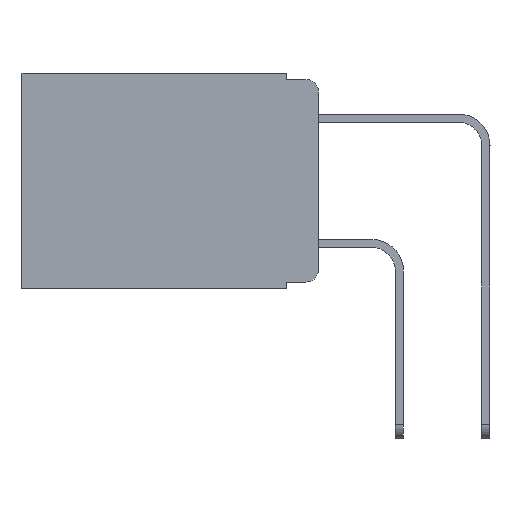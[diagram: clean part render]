
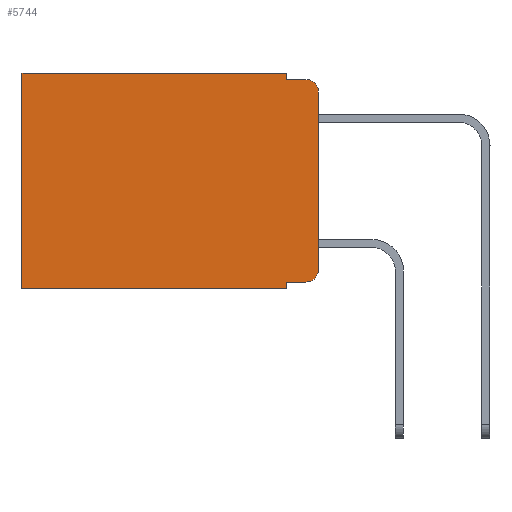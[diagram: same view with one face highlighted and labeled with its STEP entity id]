
A CAD part, left-side view. The second image highlights one B-rep face of the part: STEP entity #5744.
In plain terms, the highlighted planar face has unit normal (-1, 0, 0).
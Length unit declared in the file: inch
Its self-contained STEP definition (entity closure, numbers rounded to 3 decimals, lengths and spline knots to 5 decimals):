
#149 = CARTESIAN_POINT ( 'NONE',  ( 0.298, 0.473, -0.343 ) ) ;
#687 = VECTOR ( 'NONE', #9898, 39.37008 ) ;
#933 = VECTOR ( 'NONE', #23248, 39.37008 ) ;
#1229 = AXIS2_PLACEMENT_3D ( 'NONE', #4876, #8858, #18741 ) ;
#1247 = CARTESIAN_POINT ( 'NONE',  ( 0.298, 0.473, 0. ) ) ;
#1747 = ORIENTED_EDGE ( 'NONE', *, *, #22501, .F. ) ;
#1856 = ORIENTED_EDGE ( 'NONE', *, *, #8381, .T. ) ;
#2350 = EDGE_CURVE ( 'NONE', #2611, #14338, #22680, .T. ) ;
#2362 = CARTESIAN_POINT ( 'NONE',  ( 0.298, 0., 0. ) ) ;
#2560 = VERTEX_POINT ( 'NONE', #19893 ) ;
#2611 = VERTEX_POINT ( 'NONE', #17220 ) ;
#3258 = CARTESIAN_POINT ( 'NONE',  ( 0.298, 0.051, 0. ) ) ;
#3325 = DIRECTION ( 'NONE',  ( 0., 0., -1. ) ) ;
#3454 = DIRECTION ( 'NONE',  ( 0., 0., -1. ) ) ;
#3455 = LINE ( 'NONE', #17113, #16405 ) ;
#4074 = DIRECTION ( 'NONE',  ( 0., -1., 0. ) ) ;
#4099 = CARTESIAN_POINT ( 'NONE',  ( 0.298, 0., -0.343 ) ) ;
#4876 = CARTESIAN_POINT ( 'NONE',  ( 0.298, 0., 0. ) ) ;
#5147 = ORIENTED_EDGE ( 'NONE', *, *, #22398, .F. ) ;
#5185 = LINE ( 'NONE', #2362, #9821 ) ;
#5444 = ORIENTED_EDGE ( 'NONE', *, *, #7476, .T. ) ;
#5744 = ADVANCED_FACE ( 'NONE', ( #10857 ), #12737, .F. ) ;
#7476 = EDGE_CURVE ( 'NONE', #20860, #17319, #14134, .T. ) ;
#7700 = CARTESIAN_POINT ( 'NONE',  ( 0.298, 0.051, 0. ) ) ;
#7822 = EDGE_CURVE ( 'NONE', #13733, #17319, #3455, .T. ) ;
#7899 = AXIS2_PLACEMENT_3D ( 'NONE', #15252, #19434, #3454 ) ;
#8381 = EDGE_CURVE ( 'NONE', #16602, #2560, #23758, .T. ) ;
#8800 = EDGE_LOOP ( 'NONE', ( #20334, #5444, #24504, #1747, #16995, #18446, #20920, #5147, #1856, #13011 ) ) ;
#8858 = DIRECTION ( 'NONE',  ( 1., 0., 0. ) ) ;
#9821 = VECTOR ( 'NONE', #10217, 39.37008 ) ;
#9898 = DIRECTION ( 'NONE',  ( 0., 1., 0. ) ) ;
#10217 = DIRECTION ( 'NONE',  ( 0., 0., -1. ) ) ;
#10857 = FACE_OUTER_BOUND ( 'NONE', #8800, .T. ) ;
#10863 = DIRECTION ( 'NONE',  ( 0., 1., 0. ) ) ;
#11620 = VECTOR ( 'NONE', #3325, 39.37008 ) ;
#12221 = CARTESIAN_POINT ( 'NONE',  ( 0.298, 0.051, -0.333 ) ) ;
#12737 = PLANE ( 'NONE',  #1229 ) ;
#13011 = ORIENTED_EDGE ( 'NONE', *, *, #24501, .T. ) ;
#13300 = LINE ( 'NONE', #25152, #19729 ) ;
#13733 = VERTEX_POINT ( 'NONE', #14494 ) ;
#14134 = CIRCLE ( 'NONE', #21527, 0.02 ) ;
#14338 = VERTEX_POINT ( 'NONE', #149 ) ;
#14494 = CARTESIAN_POINT ( 'NONE',  ( 0.298, 0.051, -0.01 ) ) ;
#15158 = EDGE_CURVE ( 'NONE', #20860, #24827, #5185, .T. ) ;
#15252 = CARTESIAN_POINT ( 'NONE',  ( 0.298, 0.02, -0.313 ) ) ;
#16405 = VECTOR ( 'NONE', #21055, 39.37008 ) ;
#16602 = VERTEX_POINT ( 'NONE', #12221 ) ;
#16845 = VERTEX_POINT ( 'NONE', #3258 ) ;
#16995 = ORIENTED_EDGE ( 'NONE', *, *, #21150, .T. ) ;
#17113 = CARTESIAN_POINT ( 'NONE',  ( 0.298, 0.051, -0.01 ) ) ;
#17220 = CARTESIAN_POINT ( 'NONE',  ( 0.298, 0.473, 0. ) ) ;
#17319 = VERTEX_POINT ( 'NONE', #20164 ) ;
#17666 = DIRECTION ( 'NONE',  ( 0., 0., -1. ) ) ;
#18359 = CARTESIAN_POINT ( 'NONE',  ( 0.298, 0., 0. ) ) ;
#18446 = ORIENTED_EDGE ( 'NONE', *, *, #2350, .T. ) ;
#18467 = EDGE_CURVE ( 'NONE', #21684, #14338, #25022, .T. ) ;
#18741 = DIRECTION ( 'NONE',  ( 0., 0., -1. ) ) ;
#18805 = CARTESIAN_POINT ( 'NONE',  ( 0.298, 0.051, -0.333 ) ) ;
#19321 = CARTESIAN_POINT ( 'NONE',  ( 0.298, 0.051, -0.343 ) ) ;
#19434 = DIRECTION ( 'NONE',  ( -1., 0., 0. ) ) ;
#19729 = VECTOR ( 'NONE', #17666, 39.37008 ) ;
#19730 = CARTESIAN_POINT ( 'NONE',  ( 0.298, 0., -0.03 ) ) ;
#19893 = CARTESIAN_POINT ( 'NONE',  ( 0.298, 0.02, -0.333 ) ) ;
#20164 = CARTESIAN_POINT ( 'NONE',  ( 0.298, 0.02, -0.01 ) ) ;
#20334 = ORIENTED_EDGE ( 'NONE', *, *, #15158, .F. ) ;
#20368 = CARTESIAN_POINT ( 'NONE',  ( 0.298, 0.02, -0.03 ) ) ;
#20671 = VECTOR ( 'NONE', #4074, 39.37008 ) ;
#20860 = VERTEX_POINT ( 'NONE', #19730 ) ;
#20920 = ORIENTED_EDGE ( 'NONE', *, *, #18467, .F. ) ;
#21055 = DIRECTION ( 'NONE',  ( 0., -1., 0. ) ) ;
#21150 = EDGE_CURVE ( 'NONE', #16845, #2611, #23482, .T. ) ;
#21527 = AXIS2_PLACEMENT_3D ( 'NONE', #20368, #22425, #22342 ) ;
#21684 = VERTEX_POINT ( 'NONE', #19321 ) ;
#22093 = CIRCLE ( 'NONE', #7899, 0.02 ) ;
#22342 = DIRECTION ( 'NONE',  ( 0., 0., -1. ) ) ;
#22398 = EDGE_CURVE ( 'NONE', #16602, #21684, #22790, .T. ) ;
#22425 = DIRECTION ( 'NONE',  ( -1., 0., 0. ) ) ;
#22501 = EDGE_CURVE ( 'NONE', #16845, #13733, #13300, .T. ) ;
#22680 = LINE ( 'NONE', #1247, #11620 ) ;
#22790 = LINE ( 'NONE', #7700, #933 ) ;
#23248 = DIRECTION ( 'NONE',  ( 0., 0., -1. ) ) ;
#23482 = LINE ( 'NONE', #18359, #24712 ) ;
#23758 = LINE ( 'NONE', #18805, #20671 ) ;
#24229 = CARTESIAN_POINT ( 'NONE',  ( 0.298, 0., -0.313 ) ) ;
#24501 = EDGE_CURVE ( 'NONE', #2560, #24827, #22093, .T. ) ;
#24504 = ORIENTED_EDGE ( 'NONE', *, *, #7822, .F. ) ;
#24712 = VECTOR ( 'NONE', #10863, 39.37008 ) ;
#24827 = VERTEX_POINT ( 'NONE', #24229 ) ;
#25022 = LINE ( 'NONE', #4099, #687 ) ;
#25152 = CARTESIAN_POINT ( 'NONE',  ( 0.298, 0.051, 0. ) ) ;
